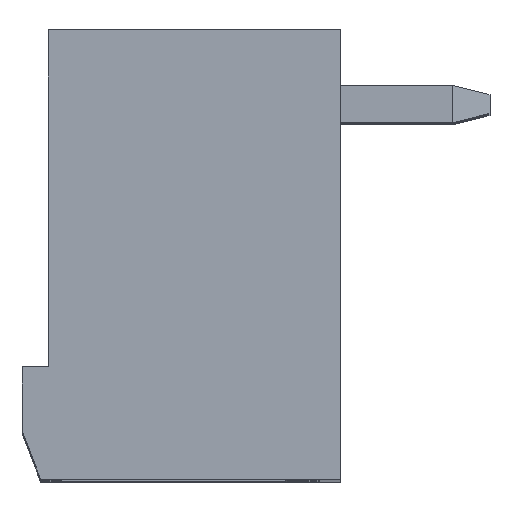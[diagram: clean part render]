
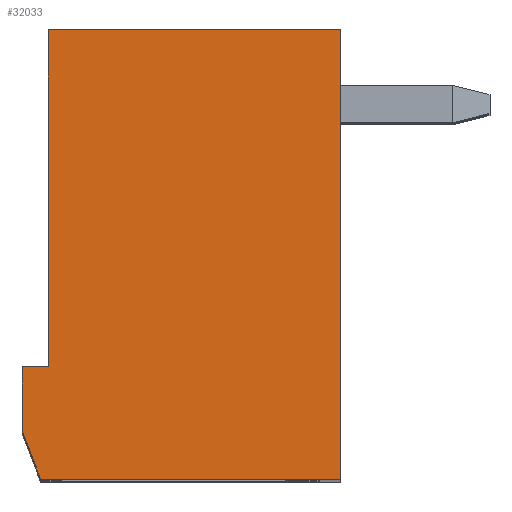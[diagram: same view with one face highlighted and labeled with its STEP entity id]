
A CAD part, top view. The second image highlights one B-rep face of the part: STEP entity #32033.
In plain terms, the highlighted planar face has unit normal (0, 0, 1).
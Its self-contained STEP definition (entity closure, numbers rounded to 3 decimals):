
#520=DIRECTION('',(1.,0.,0.));
#521=VECTOR('',#520,8.);
#522=CARTESIAN_POINT('',(-4.1,0.,40.64));
#523=LINE('',#522,#521);
#10382=DIRECTION('',(0.,-1.,0.));
#10383=VECTOR('',#10382,1.7);
#10384=CARTESIAN_POINT('',(-4.6,3.,40.64));
#10385=LINE('',#10384,#10383);
#10418=DIRECTION('',(-1.,0.,0.));
#10419=VECTOR('',#10418,0.7);
#10420=CARTESIAN_POINT('',(-3.9,3.,40.64));
#10421=LINE('',#10420,#10419);
#10430=DIRECTION('',(0.,-1.,0.));
#10431=VECTOR('',#10430,9.);
#10432=CARTESIAN_POINT('',(-3.9,12.,40.64));
#10433=LINE('',#10432,#10431);
#10490=DIRECTION('',(-1.,0.,0.));
#10491=VECTOR('',#10490,7.8);
#10492=CARTESIAN_POINT('',(3.9,12.,40.64));
#10493=LINE('',#10492,#10491);
#10746=DIRECTION('',(0.,1.,0.));
#10747=VECTOR('',#10746,12.);
#10748=CARTESIAN_POINT('',(3.9,0.,40.64));
#10749=LINE('',#10748,#10747);
#11066=DIRECTION('',(-0.359,0.933,0.));
#11067=VECTOR('',#11066,1.393);
#11068=CARTESIAN_POINT('',(-4.1,0.,40.64));
#11069=LINE('',#11068,#11067);
#18337=CARTESIAN_POINT('',(-4.1,0.,40.64));
#18338=CARTESIAN_POINT('',(3.9,0.,40.64));
#18339=VERTEX_POINT('',#18337);
#18340=VERTEX_POINT('',#18338);
#18341=CARTESIAN_POINT('',(-4.6,1.3,40.64));
#18342=VERTEX_POINT('',#18341);
#18343=CARTESIAN_POINT('',(3.9,12.,40.64));
#18344=CARTESIAN_POINT('',(-3.9,12.,40.64));
#18345=VERTEX_POINT('',#18343);
#18346=VERTEX_POINT('',#18344);
#18347=CARTESIAN_POINT('',(-4.6,3.,40.64));
#18348=VERTEX_POINT('',#18347);
#18349=CARTESIAN_POINT('',(-3.9,3.,40.64));
#18350=VERTEX_POINT('',#18349);
#32018=CARTESIAN_POINT('',(0.,0.,40.64));
#32019=DIRECTION('',(0.,0.,-1.));
#32020=DIRECTION('',(-1.,0.,0.));
#32021=AXIS2_PLACEMENT_3D('',#32018,#32019,#32020);
#32022=PLANE('',#32021);
#32023=ORIENTED_EDGE('',*,*,#19726,.F.);
#32025=ORIENTED_EDGE('',*,*,#32024,.T.);
#32026=ORIENTED_EDGE('',*,*,#31062,.F.);
#32027=ORIENTED_EDGE('',*,*,#31105,.F.);
#32028=ORIENTED_EDGE('',*,*,#31120,.F.);
#32029=ORIENTED_EDGE('',*,*,#31135,.F.);
#32030=ORIENTED_EDGE('',*,*,#31505,.F.);
#32031=EDGE_LOOP('',(#32023,#32025,#32026,#32027,#32028,#32029,#32030));
#32032=FACE_OUTER_BOUND('',#32031,.F.);
#32033=ADVANCED_FACE('',(#32032),#32022,.F.);
#19726=EDGE_CURVE('',#18339,#18340,#523,.T.);
#31062=EDGE_CURVE('',#18348,#18342,#10385,.T.);
#31105=EDGE_CURVE('',#18350,#18348,#10421,.T.);
#31120=EDGE_CURVE('',#18346,#18350,#10433,.T.);
#31135=EDGE_CURVE('',#18345,#18346,#10493,.T.);
#31505=EDGE_CURVE('',#18340,#18345,#10749,.T.);
#32024=EDGE_CURVE('',#18339,#18342,#11069,.T.);
